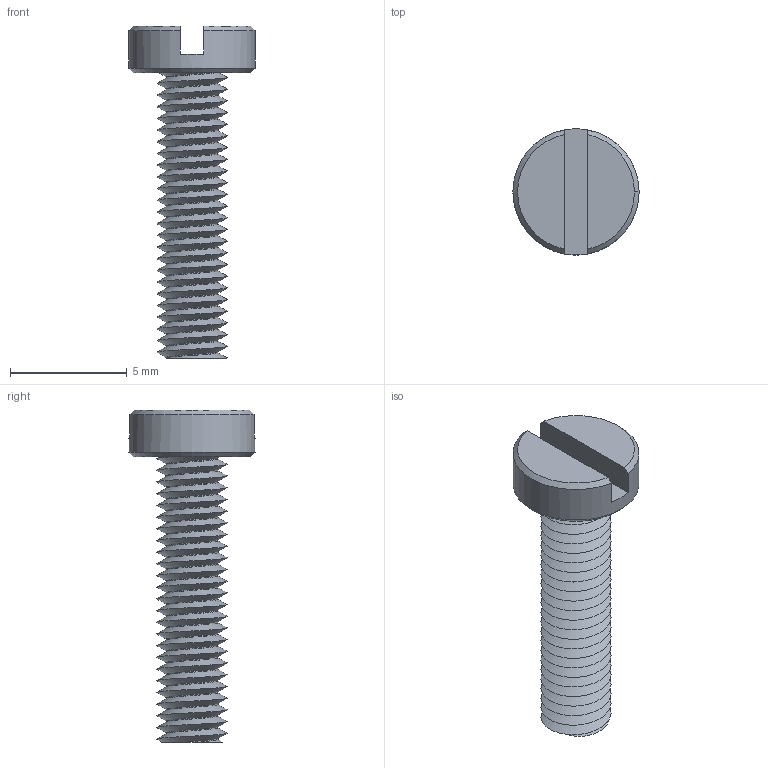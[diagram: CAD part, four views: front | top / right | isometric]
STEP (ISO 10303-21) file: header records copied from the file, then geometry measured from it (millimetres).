
FILE_DESCRIPTION(('FreeCAD Model'),'2;1');
FILE_NAME('Screw tornillo M3x12.step','2020-05-07T15:23:10',('Author') ,(''),'Open CASCADE STEP processor 7.3','FreeCAD','Unknown');
FILE_SCHEMA(('AUTOMOTIVE_DESIGN { 1 0 10303 214 1 1 1 1 }'));
Length unit declared in the file: millimetre
Products named in the file (1): Tornillo_(Solid)
Bounding box: 5.4 x 5.4 x 14.2 mm (x, y, z)
Volume: 102.7 mm3; surface area: 275 mm2
Topology: 1 solids, 1 shells, 88 faces, 180 edges, 95 vertices
Faces by surface type: bspline 51, cylinder 26, plane 7, cone 4
Full cylindrical faces by diameter (mm): 2.22 x23, 5.4 x1
Entity records: 18720 total; most frequent: CARTESIAN_POINT 15729, ORIENTED_EDGE 360, PCURVE 360, DEFINITIONAL_REPRESENTATION 360, B_SPLINE_CURVE_WITH_KNOTS 329, DIRECTION 298, LINE 183, VECTOR 183
